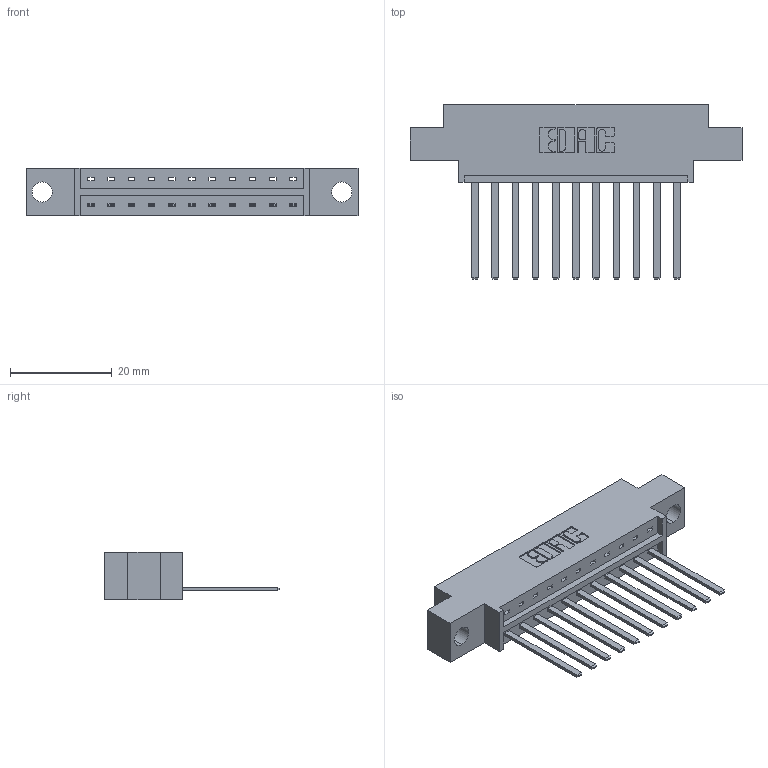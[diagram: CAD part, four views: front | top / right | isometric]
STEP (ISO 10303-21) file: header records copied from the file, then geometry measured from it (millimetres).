
FILE_DESCRIPTION (( 'STEP AP203' ), '1' );
FILE_NAME ('333-011-544-604.STEP', '2018-07-31T23:38:34', ( '' ), ( '' ), 'SwSTEP 2.0', 'SolidWorks 2016', '' );
FILE_SCHEMA (( 'CONFIG_CONTROL_DESIGN' ));
Length unit declared in the file: inch
Products named in the file (3): 345-292-001_345-293-144; 333-011-544-604; 333 Part_Offset - .156 Dia - TH
Assembly tree (12 placements, depth 2):
  333-011-544-604
    333 Part_Offset - .156 Dia - TH
    345-292-001_345-293-144  x11
Bounding box: 65.13 x 34.3 x 9.4 mm (x, y, z)
Volume: 6098.6 mm3; surface area: 6803.3 mm2
Topology: 12 solids, 12 shells, 690 faces, 2061 edges, 1358 vertices
Faces by surface type: plane 492, cylinder 198
Entity records: 10685 total; most frequent: CARTESIAN_POINT 1855, ORIENTED_EDGE 1802, DIRECTION 1623, EDGE_CURVE 901, LINE 777, VECTOR 777, VERTEX_POINT 598, AXIS2_PLACEMENT_3D 423
